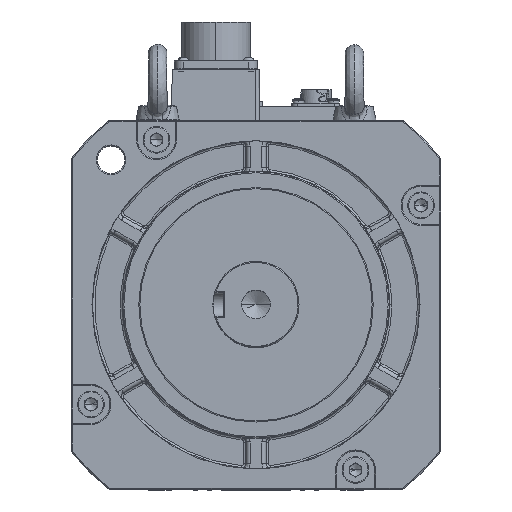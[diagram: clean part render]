
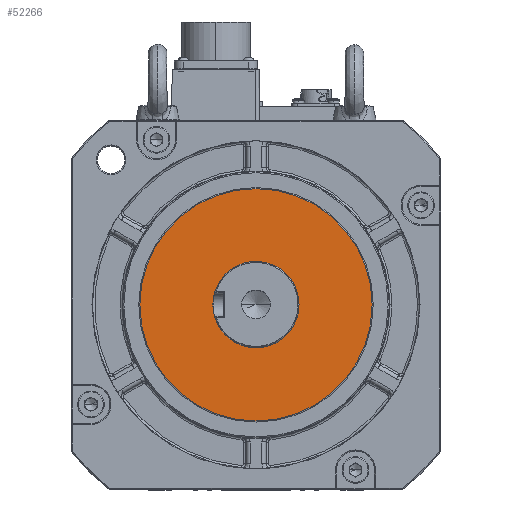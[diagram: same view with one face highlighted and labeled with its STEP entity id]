
A CAD part, top view. The second image highlights one B-rep face of the part: STEP entity #52266.
In plain terms, the highlighted planar face has unit normal (0, 0, 1).
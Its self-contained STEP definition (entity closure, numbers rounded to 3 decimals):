
#3273 = DIRECTION ( 'NONE',  ( 0., 0., 1. ) ) ;
#3555 = DIRECTION ( 'NONE',  ( 1., 0., 0. ) ) ;
#6105 = VERTEX_POINT ( 'NONE', #47002 ) ;
#6460 = AXIS2_PLACEMENT_3D ( 'NONE', #15792, #9830, #28407 ) ;
#9830 = DIRECTION ( 'NONE',  ( 0., 0., 1. ) ) ;
#12425 = CIRCLE ( 'NONE', #27522, 56.65 ) ;
#14341 = CIRCLE ( 'NONE', #15520, 56.65 ) ;
#15520 = AXIS2_PLACEMENT_3D ( 'NONE', #71736, #32392, #53051 ) ;
#15792 = CARTESIAN_POINT ( 'NONE',  ( 0., 0., 96.7 ) ) ;
#17359 = EDGE_CURVE ( 'NONE', #83509, #6105, #12425, .T. ) ;
#17360 = CARTESIAN_POINT ( 'NONE',  ( 56.65, 0., 96.7 ) ) ;
#21491 = EDGE_LOOP ( 'NONE', ( #40785, #48419 ) ) ;
#22654 = CARTESIAN_POINT ( 'NONE',  ( 0., 0., 96.7 ) ) ;
#23890 = AXIS2_PLACEMENT_3D ( 'NONE', #83666, #70764, #58436 ) ;
#27522 = AXIS2_PLACEMENT_3D ( 'NONE', #22654, #3273, #3555 ) ;
#28407 = DIRECTION ( 'NONE',  ( 0., -1., 0. ) ) ;
#28751 = DIRECTION ( 'NONE',  ( 0., 0., 1. ) ) ;
#29864 = DIRECTION ( 'NONE',  ( 0., -1., 0. ) ) ;
#31350 = FACE_BOUND ( 'NONE', #21491, .T. ) ;
#32392 = DIRECTION ( 'NONE',  ( 0., 0., 1. ) ) ;
#34470 = CIRCLE ( 'NONE', #58016, 20.7 ) ;
#38556 = PLANE ( 'NONE',  #23890 ) ;
#39439 = CARTESIAN_POINT ( 'NONE',  ( -20.7, 0., 96.7 ) ) ;
#40785 = ORIENTED_EDGE ( 'NONE', *, *, #53941, .F. ) ;
#47002 = CARTESIAN_POINT ( 'NONE',  ( -56.65, 0., 96.7 ) ) ;
#48419 = ORIENTED_EDGE ( 'NONE', *, *, #84160, .F. ) ;
#48838 = FACE_OUTER_BOUND ( 'NONE', #79205, .T. ) ;
#52266 = ADVANCED_FACE ( 'NONE', ( #31350, #48838 ), #38556, .T. ) ;
#53051 = DIRECTION ( 'NONE',  ( 1., 0., 0. ) ) ;
#53941 = EDGE_CURVE ( 'NONE', #71059, #55058, #54767, .T. ) ;
#54767 = CIRCLE ( 'NONE', #6460, 20.7 ) ;
#55058 = VERTEX_POINT ( 'NONE', #39439 ) ;
#58016 = AXIS2_PLACEMENT_3D ( 'NONE', #82152, #28751, #29864 ) ;
#58037 = EDGE_CURVE ( 'NONE', #6105, #83509, #14341, .T. ) ;
#58436 = DIRECTION ( 'NONE',  ( 1., 0., 0. ) ) ;
#68350 = ORIENTED_EDGE ( 'NONE', *, *, #17359, .T. ) ;
#70764 = DIRECTION ( 'NONE',  ( 0., 0., 1. ) ) ;
#71059 = VERTEX_POINT ( 'NONE', #75524 ) ;
#71736 = CARTESIAN_POINT ( 'NONE',  ( 0., 0., 96.7 ) ) ;
#75524 = CARTESIAN_POINT ( 'NONE',  ( 20.7, 0., 96.7 ) ) ;
#78932 = ORIENTED_EDGE ( 'NONE', *, *, #58037, .T. ) ;
#79205 = EDGE_LOOP ( 'NONE', ( #78932, #68350 ) ) ;
#82152 = CARTESIAN_POINT ( 'NONE',  ( 0., 0., 96.7 ) ) ;
#83509 = VERTEX_POINT ( 'NONE', #17360 ) ;
#83666 = CARTESIAN_POINT ( 'NONE',  ( 52.5, 0., 96.7 ) ) ;
#84160 = EDGE_CURVE ( 'NONE', #55058, #71059, #34470, .T. ) ;
